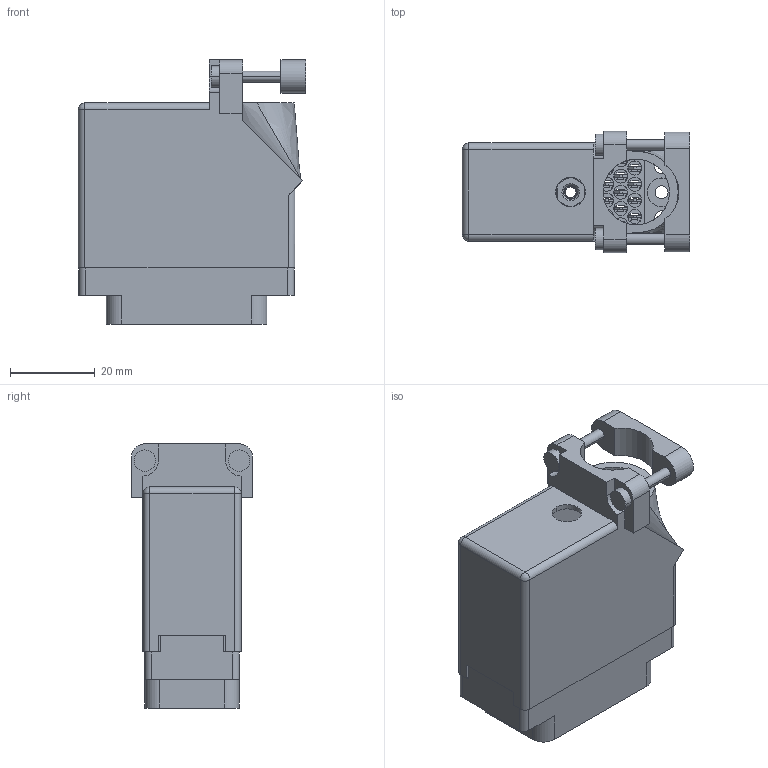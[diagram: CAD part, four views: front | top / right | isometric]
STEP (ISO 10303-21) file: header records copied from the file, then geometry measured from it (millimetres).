
FILE_DESCRIPTION (( 'STEP AP203' ), '1' );
FILE_NAME ('516-038-541-336.STEP', '2020-03-10T01:06:20', ( '' ), ( '' ), 'SwSTEP 2.0', 'SolidWorks 2016', '' );
FILE_SCHEMA (( 'CONFIG_CONTROL_DESIGN' ));
Length unit declared in the file: inch
Products named in the file (5): 516-292-001_541 Contact; 516 Plug Insulator_038; 516-038-541-336; 516-252-035-100_516-252-035-100; 516-230-001_Plastic - 038 Top Entry - Large Clamp
Assembly tree (41 placements, depth 2):
  516-038-541-336
    516 Plug Insulator_038
    516-292-001_541 Contact  x38
    516-230-001_Plastic - 038 Top Entry - Large Clamp
    516-252-035-100_516-252-035-100
Bounding box: 53.62 x 28.57 x 62.28 mm (x, y, z)
Volume: 21447 mm3; surface area: 33365.7 mm2
Topology: 41 solids, 41 shells, 3756 faces, 10860 edges, 7208 vertices
Faces by surface type: plane 2293, cylinder 1212, bspline 237, cone 12, sphere 2
Entity records: 40393 total; most frequent: CARTESIAN_POINT 9224, ORIENTED_EDGE 6324, DIRECTION 6095, EDGE_CURVE 3162, LINE 2295, VECTOR 2295, VERTEX_POINT 2102, AXIS2_PLACEMENT_3D 1900
